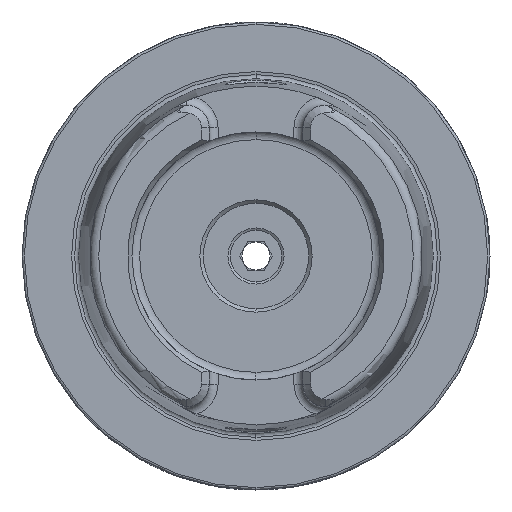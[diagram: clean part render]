
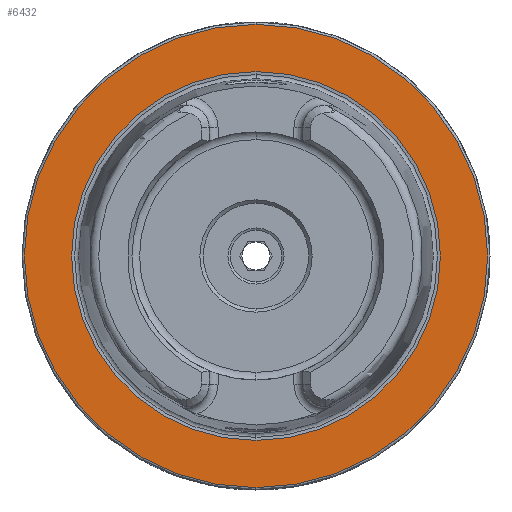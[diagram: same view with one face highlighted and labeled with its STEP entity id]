
A CAD part, left-side view. The second image highlights one B-rep face of the part: STEP entity #6432.
In plain terms, the highlighted planar face has unit normal (-1, 0, 0).
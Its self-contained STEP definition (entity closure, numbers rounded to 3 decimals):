
#1660 = CARTESIAN_POINT ( 'NONE',  ( 0., 0., 0. ) ) ;
#1661 = DIRECTION ( 'NONE',  ( -1., 0., 0. ) ) ;
#1662 = DIRECTION ( 'NONE',  ( 0., 0., 1. ) ) ;
#1663 = CARTESIAN_POINT ( 'NONE',  ( 0., 0., 0. ) ) ;
#1664 = DIRECTION ( 'NONE',  ( -1., 0., 0. ) ) ;
#1665 = DIRECTION ( 'NONE',  ( 0., 0., 1. ) ) ;
#2428 = ORIENTED_EDGE ( 'NONE', *, *, #8836, .F. ) ;
#2429 = ORIENTED_EDGE ( 'NONE', *, *, #7503, .F. ) ;
#2430 = ORIENTED_EDGE ( 'NONE', *, *, #7507, .T. ) ;
#2431 = ORIENTED_EDGE ( 'NONE', *, *, #8835, .T. ) ;
#4309 = CARTESIAN_POINT ( 'NONE',  ( 0., 0., 49.5 ) ) ;
#4326 = CARTESIAN_POINT ( 'NONE',  ( 0., 0., -49.5 ) ) ;
#4335 = CARTESIAN_POINT ( 'NONE',  ( 0., 0., 39.405 ) ) ;
#4351 = CARTESIAN_POINT ( 'NONE',  ( 0., 0., -39.405 ) ) ;
#5070 = CARTESIAN_POINT ( 'NONE',  ( 0., 49.5, 0. ) ) ;
#5073 = PLANE ( 'NONE',  #6906 ) ;
#5075 = DIRECTION ( 'NONE',  ( 1., 0., 0. ) ) ;
#5076 = DIRECTION ( 'NONE',  ( 0., 0., -1. ) ) ;
#5278 = EDGE_LOOP ( 'NONE', ( #2428, #2429 ) ) ;
#5279 = EDGE_LOOP ( 'NONE', ( #2430, #2431 ) ) ;
#5481 = VERTEX_POINT ( 'NONE', #4309 ) ;
#5499 = VERTEX_POINT ( 'NONE', #4326 ) ;
#5508 = VERTEX_POINT ( 'NONE', #4335 ) ;
#5524 = VERTEX_POINT ( 'NONE', #4351 ) ;
#5887 = FACE_OUTER_BOUND ( 'NONE', #5279, .T. ) ;
#5890 = FACE_BOUND ( 'NONE', #5278, .T. ) ;
#6432 = ADVANCED_FACE ( 'NONE', ( #5890, #5887 ), #5073, .F. ) ;
#6906 = AXIS2_PLACEMENT_3D ( 'NONE', #5070, #5075, #5076 ) ;
#7164 = AXIS2_PLACEMENT_3D ( 'NONE', #8389, #8390, #8391 ) ;
#7167 = AXIS2_PLACEMENT_3D ( 'NONE', #8398, #8399, #8400 ) ;
#7240 = AXIS2_PLACEMENT_3D ( 'NONE', #1660, #1661, #1662 ) ;
#7242 = AXIS2_PLACEMENT_3D ( 'NONE', #1663, #1664, #1665 ) ;
#7503 = EDGE_CURVE ( 'NONE', #5524, #5508, #9275, .T. ) ;
#7507 = EDGE_CURVE ( 'NONE', #5481, #5499, #9282, .T. ) ;
#8389 = CARTESIAN_POINT ( 'NONE',  ( 0., 0., 0. ) ) ;
#8390 = DIRECTION ( 'NONE',  ( -1., 0., 0. ) ) ;
#8391 = DIRECTION ( 'NONE',  ( 0., 0., 1. ) ) ;
#8398 = CARTESIAN_POINT ( 'NONE',  ( 0., 0., 0. ) ) ;
#8399 = DIRECTION ( 'NONE',  ( -1., 0., 0. ) ) ;
#8400 = DIRECTION ( 'NONE',  ( 0., 0., 1. ) ) ;
#8835 = EDGE_CURVE ( 'NONE', #5499, #5481, #9512, .T. ) ;
#8836 = EDGE_CURVE ( 'NONE', #5508, #5524, #9517, .T. ) ;
#9275 = CIRCLE ( 'NONE', #7164, 39.405 ) ;
#9282 = CIRCLE ( 'NONE', #7167, 49.5 ) ;
#9512 = CIRCLE ( 'NONE', #7240, 49.5 ) ;
#9517 = CIRCLE ( 'NONE', #7242, 39.405 ) ;
